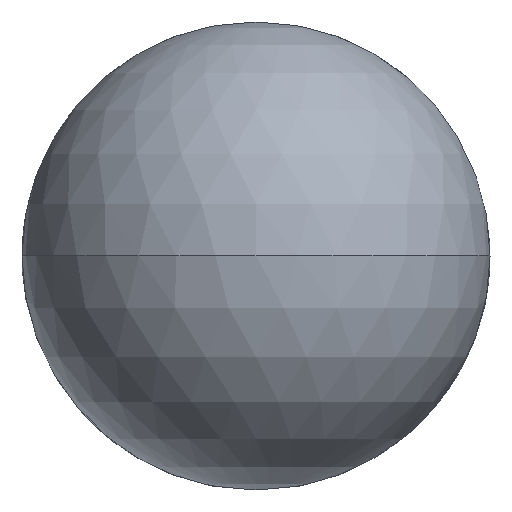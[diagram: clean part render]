
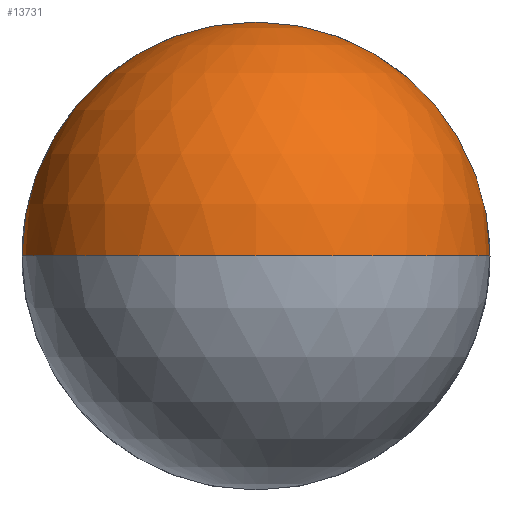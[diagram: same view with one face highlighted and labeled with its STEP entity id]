
A CAD part, top view. The second image highlights one B-rep face of the part: STEP entity #13731.
In plain terms, the highlighted spherical face has radius 1.5 mm.
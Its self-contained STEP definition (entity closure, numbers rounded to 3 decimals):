
#250 = VERTEX_POINT ( 'NONE', #1217 ) ;
#610 = FACE_OUTER_BOUND ( 'NONE', #12085, .T. ) ;
#1042 = CIRCLE ( 'NONE', #10847, 1.5 ) ;
#1217 = CARTESIAN_POINT ( 'NONE',  ( 0., 1.5, 4.5 ) ) ;
#1303 = DIRECTION ( 'NONE',  ( 1., 0., 0. ) ) ;
#1319 = CIRCLE ( 'NONE', #14681, 1.5 ) ;
#1492 = DIRECTION ( 'NONE',  ( 0., -1., 0. ) ) ;
#1554 = ORIENTED_EDGE ( 'NONE', *, *, #2914, .F. ) ;
#1808 = AXIS2_PLACEMENT_3D ( 'NONE', #10929, #1492, #10702 ) ;
#2133 = ORIENTED_EDGE ( 'NONE', *, *, #4224, .T. ) ;
#2914 = EDGE_CURVE ( 'NONE', #5003, #10787, #9595, .T. ) ;
#3535 = AXIS2_PLACEMENT_3D ( 'NONE', #4312, #7939, #1303 ) ;
#3749 = DIRECTION ( 'NONE',  ( 0., 1., 0. ) ) ;
#4224 = EDGE_CURVE ( 'NONE', #5003, #250, #8561, .T. ) ;
#4312 = CARTESIAN_POINT ( 'NONE',  ( 0., 0., 4.5 ) ) ;
#4427 = VERTEX_POINT ( 'NONE', #14160 ) ;
#4986 = EDGE_CURVE ( 'NONE', #4427, #10787, #1042, .T. ) ;
#5003 = VERTEX_POINT ( 'NONE', #7405 ) ;
#5422 = DIRECTION ( 'NONE',  ( 0., 1., 0. ) ) ;
#5574 = EDGE_CURVE ( 'NONE', #250, #4427, #1319, .T. ) ;
#5962 = DIRECTION ( 'NONE',  ( -1., 0., 0. ) ) ;
#6622 = SPHERICAL_SURFACE ( 'NONE', #12842, 1.5 ) ;
#6800 = ORIENTED_EDGE ( 'NONE', *, *, #4986, .T. ) ;
#7077 = ORIENTED_EDGE ( 'NONE', *, *, #5574, .T. ) ;
#7405 = CARTESIAN_POINT ( 'NONE',  ( 1.5, 0., 4.5 ) ) ;
#7939 = DIRECTION ( 'NONE',  ( 0., 0., 1. ) ) ;
#8561 = CIRCLE ( 'NONE', #3535, 1.5 ) ;
#8571 = CARTESIAN_POINT ( 'NONE',  ( 0., 0., 4.5 ) ) ;
#9595 = CIRCLE ( 'NONE', #1808, 1.5 ) ;
#9893 = CARTESIAN_POINT ( 'NONE',  ( 0., 0., 4.5 ) ) ;
#10521 = CARTESIAN_POINT ( 'NONE',  ( 0., 0., 6. ) ) ;
#10702 = DIRECTION ( 'NONE',  ( 0., 0., -1. ) ) ;
#10787 = VERTEX_POINT ( 'NONE', #10521 ) ;
#10847 = AXIS2_PLACEMENT_3D ( 'NONE', #14581, #3749, #5962 ) ;
#10929 = CARTESIAN_POINT ( 'NONE',  ( 0., 0., 4.5 ) ) ;
#10998 = DIRECTION ( 'NONE',  ( 1., 0., 0. ) ) ;
#12085 = EDGE_LOOP ( 'NONE', ( #7077, #6800, #1554, #2133 ) ) ;
#12284 = DIRECTION ( 'NONE',  ( 0., 0., 1. ) ) ;
#12452 = DIRECTION ( 'NONE',  ( 1., 0., 0. ) ) ;
#12842 = AXIS2_PLACEMENT_3D ( 'NONE', #9893, #5422, #12452 ) ;
#13731 = ADVANCED_FACE ( 'NONE', ( #610 ), #6622, .T. ) ;
#14160 = CARTESIAN_POINT ( 'NONE',  ( -1.5, 0., 4.5 ) ) ;
#14581 = CARTESIAN_POINT ( 'NONE',  ( 0., 0., 4.5 ) ) ;
#14681 = AXIS2_PLACEMENT_3D ( 'NONE', #8571, #12284, #10998 ) ;
